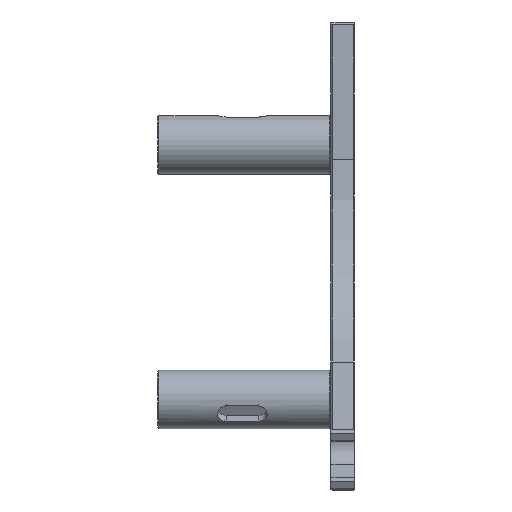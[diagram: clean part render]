
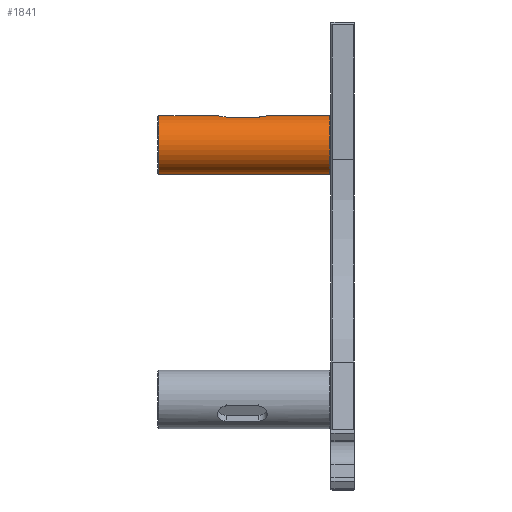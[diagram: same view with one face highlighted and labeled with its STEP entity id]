
A CAD part, left-side view. The second image highlights one B-rep face of the part: STEP entity #1841.
In plain terms, the highlighted cylindrical face has radius 5 mm (diameter 10 mm), a full revolution.
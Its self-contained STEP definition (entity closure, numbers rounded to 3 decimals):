
#39=B_SPLINE_CURVE_WITH_KNOTS('',3,(#3188,#3189,#3190,#3191,#3192,#3193,
#3194,#3195,#3196,#3197),.UNSPECIFIED.,.F.,.F.,(4,2,2,2,4),(0.,0.057,
0.114,0.171,0.228),.UNSPECIFIED.);
#40=B_SPLINE_CURVE_WITH_KNOTS('',3,(#3199,#3200,#3201,#3202,#3203,#3204,
#3205,#3206,#3207,#3208),.UNSPECIFIED.,.F.,.F.,(4,2,2,2,4),(0.228,
0.284,0.341,0.398,0.455),
 .UNSPECIFIED.);
#41=B_SPLINE_CURVE_WITH_KNOTS('',3,(#3212,#3213,#3214,#3215,#3216,#3217,
#3218,#3219,#3220,#3221),.UNSPECIFIED.,.F.,.F.,(4,2,2,2,4),(-0.455,
-0.398,-0.341,-0.284,-0.228),
 .UNSPECIFIED.);
#42=B_SPLINE_CURVE_WITH_KNOTS('',3,(#3223,#3224,#3225,#3226,#3227,#3228,
#3229,#3230,#3231,#3232),.UNSPECIFIED.,.F.,.F.,(4,2,2,2,4),(-0.228,
-0.171,-0.114,-0.057,0.),
 .UNSPECIFIED.);
#89=FACE_BOUND('',#716,.T.);
#313=LINE('',#3182,#484);
#314=LINE('',#3210,#485);
#315=LINE('',#3233,#486);
#484=VECTOR('',#2596,5.);
#485=VECTOR('',#2601,10.);
#486=VECTOR('',#2602,10.);
#512=CYLINDRICAL_SURFACE('',#2092,5.);
#604=FACE_OUTER_BOUND('',#715,.T.);
#715=EDGE_LOOP('',(#1698,#1699,#1700,#1701,#1702,#1703));
#716=EDGE_LOOP('',(#1704,#1705,#1706,#1707,#1708,#1709));
#793=CIRCLE('',#2090,5.);
#794=CIRCLE('',#2091,5.);
#795=CIRCLE('',#2093,5.);
#796=CIRCLE('',#2094,5.);
#959=VERTEX_POINT('',#3175);
#960=VERTEX_POINT('',#3177);
#961=VERTEX_POINT('',#3181);
#962=VERTEX_POINT('',#3183);
#963=VERTEX_POINT('',#3186);
#964=VERTEX_POINT('',#3187);
#965=VERTEX_POINT('',#3198);
#966=VERTEX_POINT('',#3209);
#967=VERTEX_POINT('',#3211);
#968=VERTEX_POINT('',#3222);
#1210=EDGE_CURVE('',#959,#960,#793,.T.);
#1211=EDGE_CURVE('',#960,#959,#794,.T.);
#1212=EDGE_CURVE('',#960,#961,#313,.T.);
#1213=EDGE_CURVE('',#961,#962,#795,.T.);
#1214=EDGE_CURVE('',#962,#961,#796,.T.);
#1215=EDGE_CURVE('',#963,#964,#39,.T.);
#1216=EDGE_CURVE('',#964,#965,#40,.T.);
#1217=EDGE_CURVE('',#965,#966,#314,.T.);
#1218=EDGE_CURVE('',#966,#967,#41,.T.);
#1219=EDGE_CURVE('',#967,#968,#42,.T.);
#1220=EDGE_CURVE('',#968,#963,#315,.T.);
#1698=ORIENTED_EDGE('',*,*,#1210,.F.);
#1699=ORIENTED_EDGE('',*,*,#1211,.F.);
#1700=ORIENTED_EDGE('',*,*,#1212,.T.);
#1701=ORIENTED_EDGE('',*,*,#1213,.T.);
#1702=ORIENTED_EDGE('',*,*,#1214,.T.);
#1703=ORIENTED_EDGE('',*,*,#1212,.F.);
#1704=ORIENTED_EDGE('',*,*,#1215,.T.);
#1705=ORIENTED_EDGE('',*,*,#1216,.T.);
#1706=ORIENTED_EDGE('',*,*,#1217,.T.);
#1707=ORIENTED_EDGE('',*,*,#1218,.T.);
#1708=ORIENTED_EDGE('',*,*,#1219,.T.);
#1709=ORIENTED_EDGE('',*,*,#1220,.T.);
#1841=ADVANCED_FACE('',(#604,#89),#512,.T.);
#2090=AXIS2_PLACEMENT_3D('',#3178,#2590,#2591);
#2091=AXIS2_PLACEMENT_3D('',#3179,#2592,#2593);
#2092=AXIS2_PLACEMENT_3D('',#3180,#2594,#2595);
#2093=AXIS2_PLACEMENT_3D('',#3184,#2597,#2598);
#2094=AXIS2_PLACEMENT_3D('',#3185,#2599,#2600);
#2590=DIRECTION('center_axis',(0.,-1.,0.));
#2591=DIRECTION('ref_axis',(-1.,0.,0.));
#2592=DIRECTION('center_axis',(0.,-1.,0.));
#2593=DIRECTION('ref_axis',(-1.,0.,0.));
#2594=DIRECTION('center_axis',(0.,-1.,0.));
#2595=DIRECTION('ref_axis',(1.,0.,0.));
#2596=DIRECTION('',(0.,1.,0.));
#2597=DIRECTION('center_axis',(0.,-1.,0.));
#2598=DIRECTION('ref_axis',(1.,0.,0.));
#2599=DIRECTION('center_axis',(0.,-1.,0.));
#2600=DIRECTION('ref_axis',(1.,0.,0.));
#2601=DIRECTION('',(0.,1.,0.));
#2602=DIRECTION('',(0.,-1.,0.));
#3175=CARTESIAN_POINT('',(5.,-29.4,0.));
#3177=CARTESIAN_POINT('',(-5.,-29.4,0.));
#3178=CARTESIAN_POINT('Origin',(0.,-29.4,0.));
#3179=CARTESIAN_POINT('Origin',(0.,-29.4,0.));
#3180=CARTESIAN_POINT('Origin',(0.,-14.888,0.));
#3181=CARTESIAN_POINT('',(-5.,-0.176,0.));
#3182=CARTESIAN_POINT('',(-5.,-14.888,0.));
#3183=CARTESIAN_POINT('',(5.,-0.176,0.));
#3184=CARTESIAN_POINT('Origin',(0.,-0.176,0.));
#3185=CARTESIAN_POINT('Origin',(0.,-0.176,0.));
#3186=CARTESIAN_POINT('',(4.77,-17.876,-1.5));
#3187=CARTESIAN_POINT('',(5.,-19.376,0.));
#3188=CARTESIAN_POINT('Ctrl Pts',(4.77,-17.876,-1.5));
#3189=CARTESIAN_POINT('Ctrl Pts',(4.77,-18.066,-1.5));
#3190=CARTESIAN_POINT('Ctrl Pts',(4.782,-18.267,-1.462));
#3191=CARTESIAN_POINT('Ctrl Pts',(4.826,-18.637,-1.308));
#3192=CARTESIAN_POINT('Ctrl Pts',(4.857,-18.804,-1.193));
#3193=CARTESIAN_POINT('Ctrl Pts',(4.915,-19.069,-0.928));
#3194=CARTESIAN_POINT('Ctrl Pts',(4.945,-19.185,-0.76));
#3195=CARTESIAN_POINT('Ctrl Pts',(4.988,-19.338,-0.391));
#3196=CARTESIAN_POINT('Ctrl Pts',(5.,-19.376,-0.19));
#3197=CARTESIAN_POINT('Ctrl Pts',(5.,-19.376,0.));
#3198=CARTESIAN_POINT('',(4.77,-17.876,1.5));
#3199=CARTESIAN_POINT('Ctrl Pts',(5.,-19.376,0.));
#3200=CARTESIAN_POINT('Ctrl Pts',(5.,-19.376,0.19));
#3201=CARTESIAN_POINT('Ctrl Pts',(4.988,-19.338,0.391));
#3202=CARTESIAN_POINT('Ctrl Pts',(4.945,-19.185,0.76));
#3203=CARTESIAN_POINT('Ctrl Pts',(4.915,-19.069,0.928));
#3204=CARTESIAN_POINT('Ctrl Pts',(4.857,-18.804,1.193));
#3205=CARTESIAN_POINT('Ctrl Pts',(4.826,-18.637,1.308));
#3206=CARTESIAN_POINT('Ctrl Pts',(4.782,-18.267,1.462));
#3207=CARTESIAN_POINT('Ctrl Pts',(4.77,-18.066,1.5));
#3208=CARTESIAN_POINT('Ctrl Pts',(4.77,-17.876,1.5));
#3209=CARTESIAN_POINT('',(4.77,-12.376,1.5));
#3210=CARTESIAN_POINT('',(4.77,-14.888,1.5));
#3211=CARTESIAN_POINT('',(5.,-10.876,0.));
#3212=CARTESIAN_POINT('Ctrl Pts',(4.77,-12.376,1.5));
#3213=CARTESIAN_POINT('Ctrl Pts',(4.77,-12.187,1.5));
#3214=CARTESIAN_POINT('Ctrl Pts',(4.782,-11.985,1.462));
#3215=CARTESIAN_POINT('Ctrl Pts',(4.826,-11.616,1.308));
#3216=CARTESIAN_POINT('Ctrl Pts',(4.857,-11.448,1.193));
#3217=CARTESIAN_POINT('Ctrl Pts',(4.915,-11.183,0.928));
#3218=CARTESIAN_POINT('Ctrl Pts',(4.945,-11.068,0.76));
#3219=CARTESIAN_POINT('Ctrl Pts',(4.988,-10.914,0.391));
#3220=CARTESIAN_POINT('Ctrl Pts',(5.,-10.876,0.19));
#3221=CARTESIAN_POINT('Ctrl Pts',(5.,-10.876,0.));
#3222=CARTESIAN_POINT('',(4.77,-12.376,-1.5));
#3223=CARTESIAN_POINT('Ctrl Pts',(5.,-10.876,0.));
#3224=CARTESIAN_POINT('Ctrl Pts',(5.,-10.876,-0.19));
#3225=CARTESIAN_POINT('Ctrl Pts',(4.988,-10.914,-0.391));
#3226=CARTESIAN_POINT('Ctrl Pts',(4.945,-11.068,-0.76));
#3227=CARTESIAN_POINT('Ctrl Pts',(4.915,-11.183,-0.928));
#3228=CARTESIAN_POINT('Ctrl Pts',(4.857,-11.448,-1.193));
#3229=CARTESIAN_POINT('Ctrl Pts',(4.826,-11.616,-1.308));
#3230=CARTESIAN_POINT('Ctrl Pts',(4.782,-11.985,-1.462));
#3231=CARTESIAN_POINT('Ctrl Pts',(4.77,-12.187,-1.5));
#3232=CARTESIAN_POINT('Ctrl Pts',(4.77,-12.376,-1.5));
#3233=CARTESIAN_POINT('',(4.77,-14.888,-1.5));
